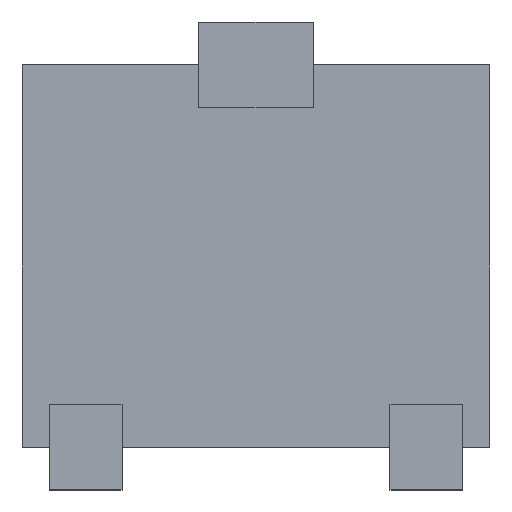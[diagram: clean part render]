
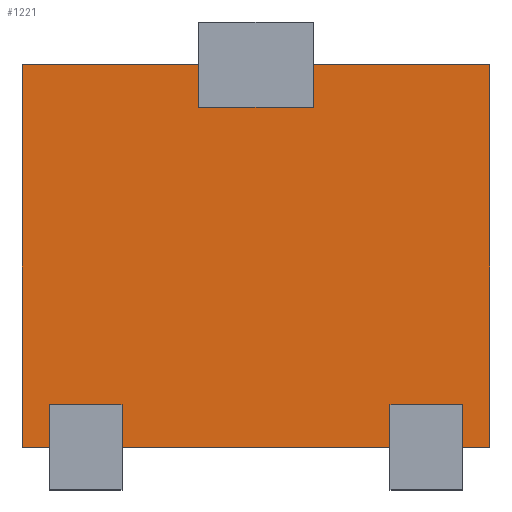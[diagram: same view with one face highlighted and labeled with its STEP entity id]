
A CAD part, top view. The second image highlights one B-rep face of the part: STEP entity #1221.
In plain terms, the highlighted planar face has unit normal (0, 0, 1).
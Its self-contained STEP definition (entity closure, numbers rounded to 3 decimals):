
#10 = ORIENTED_EDGE ( 'NONE', *, *, #1329, .T. ) ;
#48 = ORIENTED_EDGE ( 'NONE', *, *, #682, .T. ) ;
#91 = VECTOR ( 'NONE', #1234, 1000. ) ;
#99 = AXIS2_PLACEMENT_3D ( 'NONE', #931, #261, #1049 ) ;
#101 = VECTOR ( 'NONE', #934, 1000. ) ;
#110 = EDGE_LOOP ( 'NONE', ( #394, #374, #1245, #10, #549, #270, #999, #953, #280, #947, #219, #994, #693, #48, #587, #891 ) ) ;
#122 = EDGE_CURVE ( 'NONE', #356, #1112, #1347, .T. ) ;
#125 = LINE ( 'NONE', #923, #674 ) ;
#142 = VECTOR ( 'NONE', #924, 1000. ) ;
#168 = CARTESIAN_POINT ( 'NONE',  ( -0.135, 0.35, 0. ) ) ;
#174 = EDGE_CURVE ( 'NONE', #356, #375, #896, .T. ) ;
#192 = VERTEX_POINT ( 'NONE', #405 ) ;
#202 = LINE ( 'NONE', #878, #785 ) ;
#215 = VERTEX_POINT ( 'NONE', #1412 ) ;
#219 = ORIENTED_EDGE ( 'NONE', *, *, #234, .F. ) ;
#231 = VECTOR ( 'NONE', #1095, 1000. ) ;
#234 = EDGE_CURVE ( 'NONE', #453, #375, #311, .T. ) ;
#250 = DIRECTION ( 'NONE',  ( 1., 0., 0. ) ) ;
#258 = CARTESIAN_POINT ( 'NONE',  ( -0.55, 0.45, 0. ) ) ;
#261 = DIRECTION ( 'NONE',  ( 0., 0., 1. ) ) ;
#270 = ORIENTED_EDGE ( 'NONE', *, *, #389, .T. ) ;
#280 = ORIENTED_EDGE ( 'NONE', *, *, #122, .F. ) ;
#281 = LINE ( 'NONE', #1153, #1444 ) ;
#284 = DIRECTION ( 'NONE',  ( -1., 0., 0. ) ) ;
#311 = LINE ( 'NONE', #1228, #1136 ) ;
#314 = CARTESIAN_POINT ( 'NONE',  ( -0.55, 0.45, 0. ) ) ;
#334 = EDGE_CURVE ( 'NONE', #628, #1304, #202, .T. ) ;
#343 = LINE ( 'NONE', #314, #859 ) ;
#345 = CARTESIAN_POINT ( 'NONE',  ( 0.55, 0.45, 0. ) ) ;
#356 = VERTEX_POINT ( 'NONE', #542 ) ;
#374 = ORIENTED_EDGE ( 'NONE', *, *, #849, .F. ) ;
#375 = VERTEX_POINT ( 'NONE', #509 ) ;
#381 = CARTESIAN_POINT ( 'NONE',  ( -0.135, 0.45, 0. ) ) ;
#389 = EDGE_CURVE ( 'NONE', #800, #603, #1431, .T. ) ;
#393 = LINE ( 'NONE', #998, #91 ) ;
#394 = ORIENTED_EDGE ( 'NONE', *, *, #413, .F. ) ;
#400 = FACE_OUTER_BOUND ( 'NONE', #110, .T. ) ;
#405 = CARTESIAN_POINT ( 'NONE',  ( -0.55, 0.45, 0. ) ) ;
#413 = EDGE_CURVE ( 'NONE', #215, #1001, #825, .T. ) ;
#432 = LINE ( 'NONE', #1255, #983 ) ;
#453 = VERTEX_POINT ( 'NONE', #1336 ) ;
#475 = EDGE_CURVE ( 'NONE', #1227, #652, #125, .T. ) ;
#476 = CARTESIAN_POINT ( 'NONE',  ( 0.315, -0.35, 0. ) ) ;
#486 = EDGE_CURVE ( 'NONE', #1112, #1351, #868, .T. ) ;
#489 = DIRECTION ( 'NONE',  ( 1., 0., 0. ) ) ;
#509 = CARTESIAN_POINT ( 'NONE',  ( 0.315, -0.45, 0. ) ) ;
#524 = LINE ( 'NONE', #1441, #231 ) ;
#525 = VECTOR ( 'NONE', #792, 1000. ) ;
#526 = CARTESIAN_POINT ( 'NONE',  ( 0.55, -0.45, 0. ) ) ;
#542 = CARTESIAN_POINT ( 'NONE',  ( -0.315, -0.45, 0. ) ) ;
#549 = ORIENTED_EDGE ( 'NONE', *, *, #623, .T. ) ;
#550 = CARTESIAN_POINT ( 'NONE',  ( -0.315, 0., 0. ) ) ;
#557 = VECTOR ( 'NONE', #1362, 1000. ) ;
#566 = CARTESIAN_POINT ( 'NONE',  ( -0.55, -0.45, 0. ) ) ;
#570 = CARTESIAN_POINT ( 'NONE',  ( -0.55, -0.45, 0. ) ) ;
#587 = ORIENTED_EDGE ( 'NONE', *, *, #334, .T. ) ;
#593 = DIRECTION ( 'NONE',  ( 0., 1., 0. ) ) ;
#603 = VERTEX_POINT ( 'NONE', #754 ) ;
#605 = VECTOR ( 'NONE', #632, 1000. ) ;
#623 = EDGE_CURVE ( 'NONE', #192, #800, #343, .T. ) ;
#628 = VERTEX_POINT ( 'NONE', #526 ) ;
#632 = DIRECTION ( 'NONE',  ( 1., 0., 0. ) ) ;
#646 = EDGE_CURVE ( 'NONE', #1351, #603, #524, .T. ) ;
#652 = VERTEX_POINT ( 'NONE', #1212 ) ;
#674 = VECTOR ( 'NONE', #1376, 1000. ) ;
#682 = EDGE_CURVE ( 'NONE', #1377, #628, #432, .T. ) ;
#687 = DIRECTION ( 'NONE',  ( 0., 1., 0. ) ) ;
#693 = ORIENTED_EDGE ( 'NONE', *, *, #740, .F. ) ;
#729 = CARTESIAN_POINT ( 'NONE',  ( -0.315, -0.35, 0. ) ) ;
#733 = EDGE_CURVE ( 'NONE', #1304, #1001, #1291, .T. ) ;
#740 = EDGE_CURVE ( 'NONE', #1377, #1166, #281, .T. ) ;
#754 = CARTESIAN_POINT ( 'NONE',  ( -0.485, -0.45, 0. ) ) ;
#785 = VECTOR ( 'NONE', #1102, 1000. ) ;
#792 = DIRECTION ( 'NONE',  ( 0., 1., 0. ) ) ;
#800 = VERTEX_POINT ( 'NONE', #932 ) ;
#825 = LINE ( 'NONE', #1242, #525 ) ;
#849 = EDGE_CURVE ( 'NONE', #652, #215, #1259, .T. ) ;
#859 = VECTOR ( 'NONE', #1091, 1000. ) ;
#868 = LINE ( 'NONE', #729, #1436 ) ;
#878 = CARTESIAN_POINT ( 'NONE',  ( 0.55, 0.45, 0. ) ) ;
#891 = ORIENTED_EDGE ( 'NONE', *, *, #733, .T. ) ;
#896 = LINE ( 'NONE', #570, #605 ) ;
#923 = CARTESIAN_POINT ( 'NONE',  ( -0.135, 0., 0. ) ) ;
#924 = DIRECTION ( 'NONE',  ( -1., 0., 0. ) ) ;
#931 = CARTESIAN_POINT ( 'NONE',  ( 0., 0., 0. ) ) ;
#932 = CARTESIAN_POINT ( 'NONE',  ( -0.55, -0.45, 0. ) ) ;
#934 = DIRECTION ( 'NONE',  ( -1., 0., 0. ) ) ;
#947 = ORIENTED_EDGE ( 'NONE', *, *, #174, .T. ) ;
#953 = ORIENTED_EDGE ( 'NONE', *, *, #486, .F. ) ;
#955 = VECTOR ( 'NONE', #489, 1000. ) ;
#968 = CARTESIAN_POINT ( 'NONE',  ( -0.485, -0.35, 0. ) ) ;
#982 = LINE ( 'NONE', #476, #101 ) ;
#983 = VECTOR ( 'NONE', #250, 1000. ) ;
#994 = ORIENTED_EDGE ( 'NONE', *, *, #1027, .F. ) ;
#998 = CARTESIAN_POINT ( 'NONE',  ( -0.55, 0.45, 0. ) ) ;
#999 = ORIENTED_EDGE ( 'NONE', *, *, #646, .F. ) ;
#1001 = VERTEX_POINT ( 'NONE', #1371 ) ;
#1027 = EDGE_CURVE ( 'NONE', #1166, #453, #982, .T. ) ;
#1037 = CARTESIAN_POINT ( 'NONE',  ( 0.485, -0.35, 0. ) ) ;
#1044 = VECTOR ( 'NONE', #687, 1000. ) ;
#1049 = DIRECTION ( 'NONE',  ( 1., 0., 0. ) ) ;
#1081 = CARTESIAN_POINT ( 'NONE',  ( 0.485, -0.45, 0. ) ) ;
#1091 = DIRECTION ( 'NONE',  ( 0., -1., 0. ) ) ;
#1095 = DIRECTION ( 'NONE',  ( 0., -1., 0. ) ) ;
#1102 = DIRECTION ( 'NONE',  ( 0., 1., 0. ) ) ;
#1112 = VERTEX_POINT ( 'NONE', #1292 ) ;
#1136 = VECTOR ( 'NONE', #1348, 1000. ) ;
#1152 = PLANE ( 'NONE',  #99 ) ;
#1153 = CARTESIAN_POINT ( 'NONE',  ( 0.485, 0., 0. ) ) ;
#1166 = VERTEX_POINT ( 'NONE', #1037 ) ;
#1212 = CARTESIAN_POINT ( 'NONE',  ( -0.135, 0.35, 0. ) ) ;
#1221 = ADVANCED_FACE ( 'NONE', ( #400 ), #1152, .T. ) ;
#1227 = VERTEX_POINT ( 'NONE', #381 ) ;
#1228 = CARTESIAN_POINT ( 'NONE',  ( 0.315, -0.35, 0. ) ) ;
#1234 = DIRECTION ( 'NONE',  ( -1., 0., 0. ) ) ;
#1242 = CARTESIAN_POINT ( 'NONE',  ( 0.135, 0.35, 0. ) ) ;
#1245 = ORIENTED_EDGE ( 'NONE', *, *, #475, .F. ) ;
#1255 = CARTESIAN_POINT ( 'NONE',  ( -0.55, -0.45, 0. ) ) ;
#1259 = LINE ( 'NONE', #168, #955 ) ;
#1291 = LINE ( 'NONE', #258, #142 ) ;
#1292 = CARTESIAN_POINT ( 'NONE',  ( -0.315, -0.35, 0. ) ) ;
#1304 = VERTEX_POINT ( 'NONE', #345 ) ;
#1329 = EDGE_CURVE ( 'NONE', #1227, #192, #393, .T. ) ;
#1336 = CARTESIAN_POINT ( 'NONE',  ( 0.315, -0.35, 0. ) ) ;
#1347 = LINE ( 'NONE', #550, #1044 ) ;
#1348 = DIRECTION ( 'NONE',  ( 0., -1., 0. ) ) ;
#1351 = VERTEX_POINT ( 'NONE', #968 ) ;
#1362 = DIRECTION ( 'NONE',  ( 1., 0., 0. ) ) ;
#1371 = CARTESIAN_POINT ( 'NONE',  ( 0.135, 0.45, 0. ) ) ;
#1376 = DIRECTION ( 'NONE',  ( 0., -1., 0. ) ) ;
#1377 = VERTEX_POINT ( 'NONE', #1081 ) ;
#1412 = CARTESIAN_POINT ( 'NONE',  ( 0.135, 0.35, 0. ) ) ;
#1431 = LINE ( 'NONE', #566, #557 ) ;
#1436 = VECTOR ( 'NONE', #284, 1000. ) ;
#1441 = CARTESIAN_POINT ( 'NONE',  ( -0.485, -0.35, 0. ) ) ;
#1444 = VECTOR ( 'NONE', #593, 1000. ) ;
